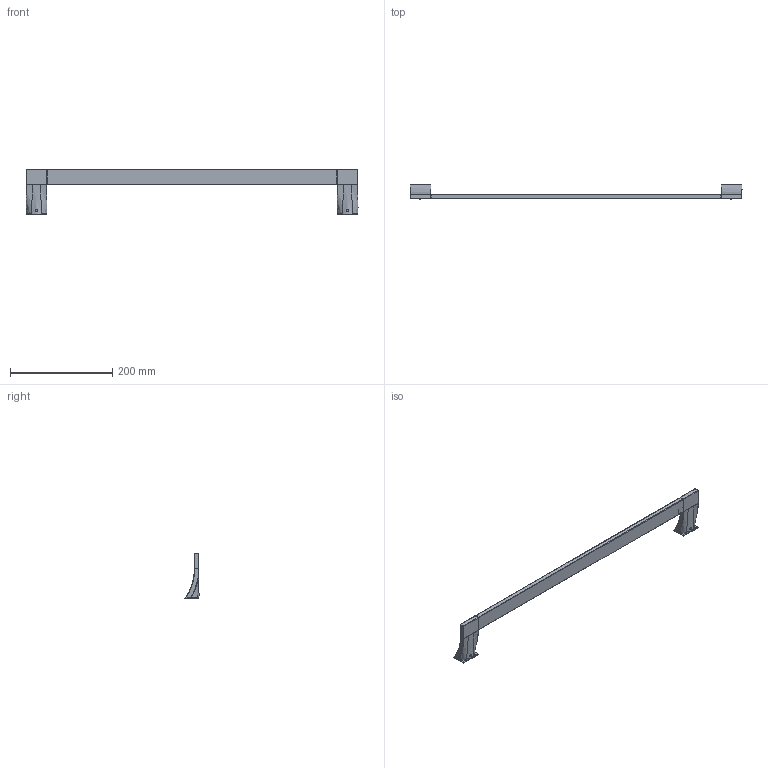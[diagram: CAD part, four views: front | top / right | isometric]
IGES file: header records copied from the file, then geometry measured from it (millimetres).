
Start section:  PTC IGES file: 4703.igs
Global section: file name: 4703.igs; native system: Pro/ENGINEER by Parametric Technology Corporation; preprocessor: 2009300; author: rameshkumark; organization: Unknown; date: 20101217.144635; units: inch
Bounding box: 650.75 x 27.66 x 89.28 mm (x, y, z)
Surface area: 258685.4 mm2 (no closed solid volume)
Topology: 0 solids, 0 shells, 1628 faces, 11336 edges, 11336 vertices
Faces by surface type: bspline 1628
